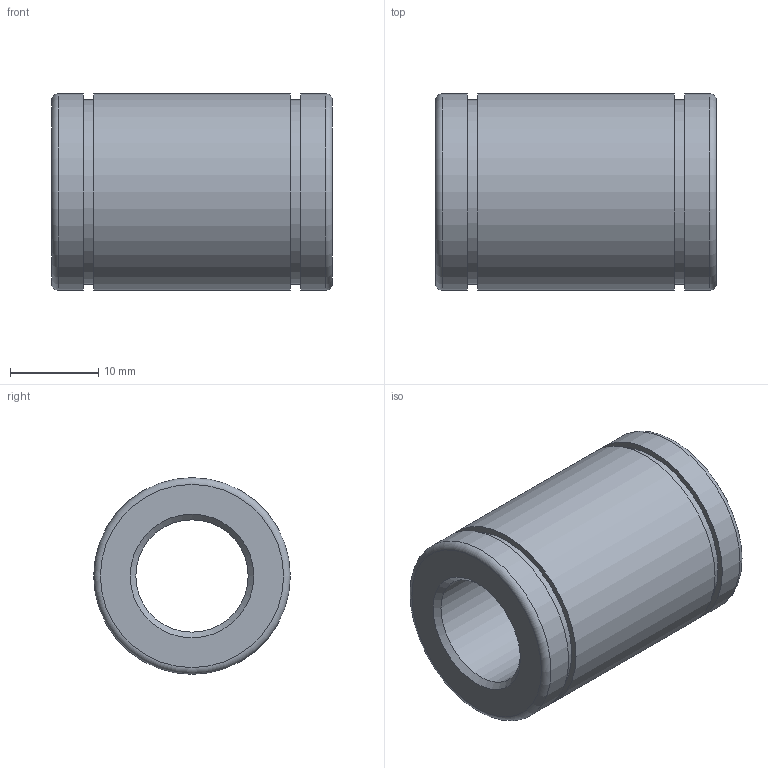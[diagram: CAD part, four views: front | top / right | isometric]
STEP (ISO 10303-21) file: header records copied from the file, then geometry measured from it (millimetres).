
FILE_DESCRIPTION(/* description */ ('U-LMU-Linear Bushings - Single Bushing'),/* implementation_level */ '2;1');
FILE_NAME(/* name */ 'U-LMU0_50.stp',/* time_stamp */ '2019-12-03T12:56:05-08:00',/* author */ ('Phillips Lenovo'),/* organization */ ('Autodesk Inc.'),/* preprocessor_version */ 'ST-DEVELOPER v18',/* originating_system */ 'Autodesk Inventor 2020',/* authorisation */ '');
FILE_SCHEMA (('AUTOMOTIVE_DESIGN { 1 0 10303 214 3 1 1 }'));
Length unit declared in the file: inch
Products named in the file (1): U-LMU0 50
Bounding box: 31.75 x 22.23 x 22.23 mm (x, y, z)
Volume: 8153.2 mm3; surface area: 4106.9 mm2
Topology: 1 solids, 1 shells, 16 faces, 44 edges, 34 vertices
Faces by surface type: plane 6, cylinder 6, torus 2, cone 2
Full cylindrical faces by diameter (mm): 12.7 x1, 20.853 x2, 22.225 x3
Entity records: 615 total; most frequent: DIRECTION 114, CARTESIAN_POINT 95, ORIENTED_EDGE 88, AXIS2_PLACEMENT_3D 53, EDGE_CURVE 44, CIRCLE 36, VERTEX_POINT 34, EDGE_LOOP 22
